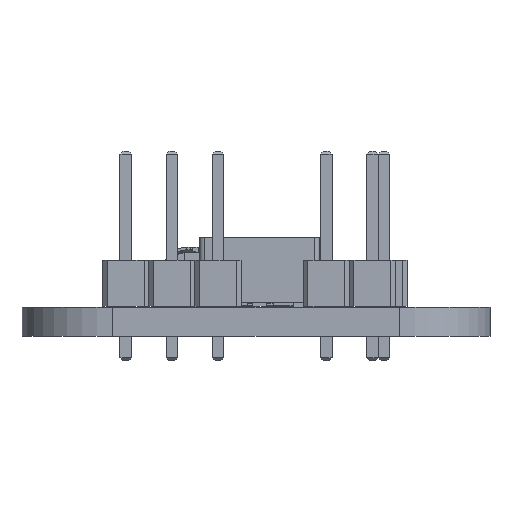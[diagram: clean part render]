
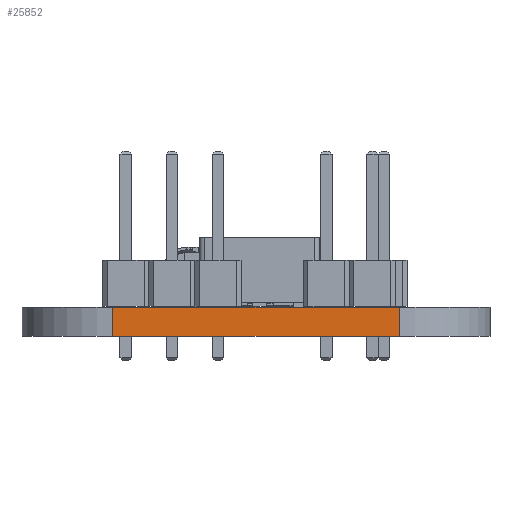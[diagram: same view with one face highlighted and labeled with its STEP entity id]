
A CAD part, front view. The second image highlights one B-rep face of the part: STEP entity #25852.
In plain terms, the highlighted planar face has unit normal (0, -1, 0).
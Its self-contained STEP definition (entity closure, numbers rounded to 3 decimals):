
#25257 = VERTEX_POINT('',#25258);
#25258 = CARTESIAN_POINT('',(-7.891,-17.844,0.));
#25265 = EDGE_CURVE('',#25266,#25257,#25268,.T.);
#25266 = VERTEX_POINT('',#25267);
#25267 = CARTESIAN_POINT('',(7.891,-17.844,0.));
#25268 = LINE('',#25269,#25270);
#25269 = CARTESIAN_POINT('',(7.891,-17.844,0.));
#25270 = VECTOR('',#25271,1.);
#25271 = DIRECTION('',(-1.,0.,0.));
#25541 = VERTEX_POINT('',#25542);
#25542 = CARTESIAN_POINT('',(-7.891,-17.844,1.6));
#25549 = EDGE_CURVE('',#25550,#25541,#25552,.T.);
#25550 = VERTEX_POINT('',#25551);
#25551 = CARTESIAN_POINT('',(7.891,-17.844,1.6));
#25552 = LINE('',#25553,#25554);
#25553 = CARTESIAN_POINT('',(7.891,-17.844,1.6));
#25554 = VECTOR('',#25555,1.);
#25555 = DIRECTION('',(-1.,0.,0.));
#25824 = EDGE_CURVE('',#25266,#25550,#25825,.T.);
#25825 = LINE('',#25826,#25827);
#25826 = CARTESIAN_POINT('',(7.891,-17.844,0.));
#25827 = VECTOR('',#25828,1.);
#25828 = DIRECTION('',(0.,0.,1.));
#25852 = ADVANCED_FACE('',(#25853),#25864,.T.);
#25853 = FACE_BOUND('',#25854,.T.);
#25854 = EDGE_LOOP('',(#25855,#25856,#25857,#25863));
#25855 = ORIENTED_EDGE('',*,*,#25824,.T.);
#25856 = ORIENTED_EDGE('',*,*,#25549,.T.);
#25857 = ORIENTED_EDGE('',*,*,#25858,.F.);
#25858 = EDGE_CURVE('',#25257,#25541,#25859,.T.);
#25859 = LINE('',#25860,#25861);
#25860 = CARTESIAN_POINT('',(-7.891,-17.844,0.));
#25861 = VECTOR('',#25862,1.);
#25862 = DIRECTION('',(0.,0.,1.));
#25863 = ORIENTED_EDGE('',*,*,#25265,.F.);
#25864 = PLANE('',#25865);
#25865 = AXIS2_PLACEMENT_3D('',#25866,#25867,#25868);
#25866 = CARTESIAN_POINT('',(7.891,-17.844,0.));
#25867 = DIRECTION('',(0.,-1.,0.));
#25868 = DIRECTION('',(-1.,0.,0.));
